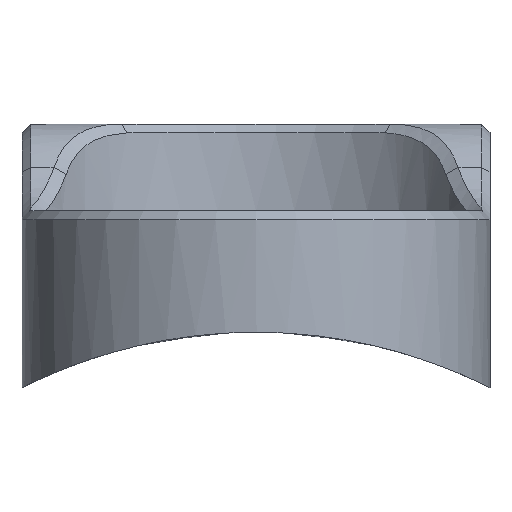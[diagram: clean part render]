
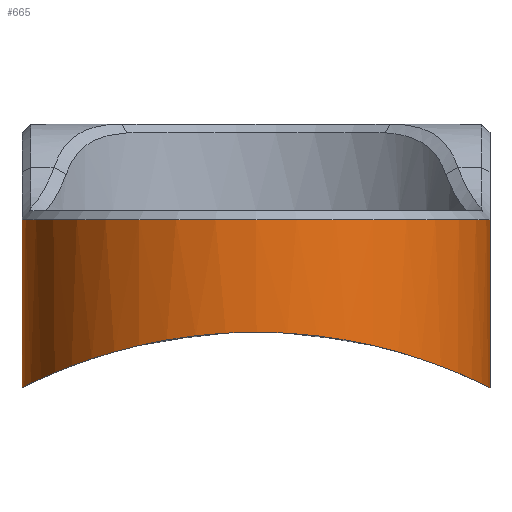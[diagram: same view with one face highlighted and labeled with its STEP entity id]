
A CAD part, front view. The second image highlights one B-rep face of the part: STEP entity #665.
In plain terms, the highlighted cylindrical face has radius 13.5 mm (diameter 27 mm), a partial arc.
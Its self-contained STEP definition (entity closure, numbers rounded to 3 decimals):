
#32=CYLINDRICAL_SURFACE('',#706,13.5);
#44=LINE('',#885,#72);
#50=LINE('',#903,#78);
#72=VECTOR('',#752,1000.);
#78=VECTOR('',#764,1000.);
#102=B_SPLINE_CURVE_WITH_KNOTS('',3,(#915,#916,#917,#918,#919,#920,#921,
#922,#923,#924,#925,#926),.UNSPECIFIED.,.F.,.F.,(4,1,1,1,1,1,1,1,1,4),(0.,
0.003,0.005,0.011,0.016,
0.021,0.027,0.032,0.037,
0.043),.UNSPECIFIED.);
#143=ORIENTED_EDGE('',*,*,#277,.F.);
#144=ORIENTED_EDGE('',*,*,#263,.F.);
#145=ORIENTED_EDGE('',*,*,#278,.T.);
#146=ORIENTED_EDGE('',*,*,#271,.F.);
#263=EDGE_CURVE('',#330,#331,#44,.F.);
#271=EDGE_CURVE('',#337,#339,#50,.T.);
#277=EDGE_CURVE('',#331,#337,#102,.T.);
#278=EDGE_CURVE('',#330,#339,#370,.F.);
#330=VERTEX_POINT('',#886);
#331=VERTEX_POINT('',#887);
#337=VERTEX_POINT('',#901);
#339=VERTEX_POINT('',#904);
#370=CIRCLE('',#707,13.5);
#383=EDGE_LOOP('',(#143,#144,#145,#146));
#418=FACE_BOUND('',#383,.T.);
#665=ADVANCED_FACE('',(#418),#32,.T.);
#706=AXIS2_PLACEMENT_3D('',#914,#772,#773);
#707=AXIS2_PLACEMENT_3D('',#927,#774,#775);
#752=DIRECTION('',(0.,0.,1.));
#764=DIRECTION('',(0.,0.,1.));
#772=DIRECTION('',(0.,0.,-1.));
#773=DIRECTION('',(-1.,0.,0.));
#774=DIRECTION('',(0.,0.,1.));
#775=DIRECTION('',(1.,0.,0.));
#885=CARTESIAN_POINT('',(13.5,-103.865,21.99));
#886=CARTESIAN_POINT('',(13.5,-103.865,36.5));
#887=CARTESIAN_POINT('',(13.5,-103.865,26.791));
#901=CARTESIAN_POINT('',(-13.5,-103.865,26.791));
#903=CARTESIAN_POINT('',(-13.5,-103.865,0.));
#904=CARTESIAN_POINT('',(-13.5,-103.865,36.5));
#914=CARTESIAN_POINT('',(0.,-103.865,21.99));
#915=CARTESIAN_POINT('',(13.5,-103.865,26.791));
#916=CARTESIAN_POINT('',(13.5,-104.77,26.791));
#917=CARTESIAN_POINT('',(13.322,-106.541,26.882));
#918=CARTESIAN_POINT('',(12.269,-109.972,27.392));
#919=CARTESIAN_POINT('',(9.791,-113.642,28.449));
#920=CARTESIAN_POINT('',(5.376,-116.629,29.659));
#921=CARTESIAN_POINT('',(0.024,-117.73,30.169));
#922=CARTESIAN_POINT('',(-5.36,-116.64,29.664));
#923=CARTESIAN_POINT('',(-9.79,-113.645,28.45));
#924=CARTESIAN_POINT('',(-12.762,-109.237,27.179));
#925=CARTESIAN_POINT('',(-13.5,-105.675,26.791));
#926=CARTESIAN_POINT('',(-13.5,-103.865,26.791));
#927=CARTESIAN_POINT('',(0.,-103.865,36.5));
